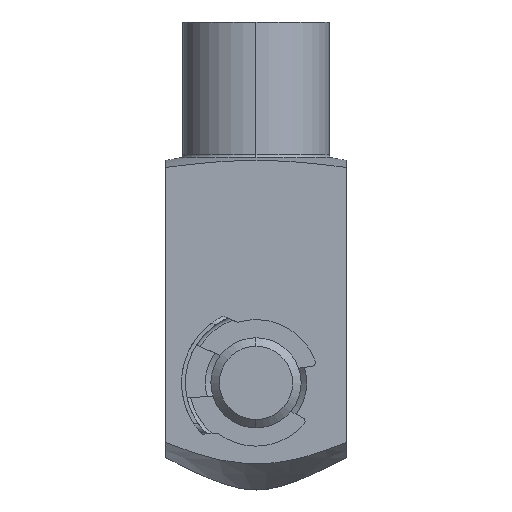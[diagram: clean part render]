
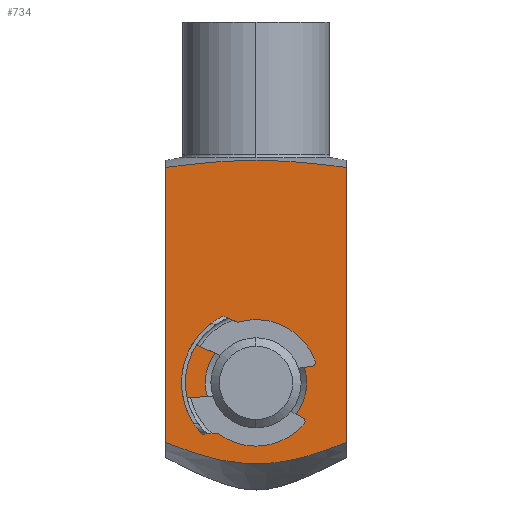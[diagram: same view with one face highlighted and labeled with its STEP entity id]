
A CAD part, left-side view. The second image highlights one B-rep face of the part: STEP entity #734.
In plain terms, the highlighted planar face has unit normal (-1, 0, 0).
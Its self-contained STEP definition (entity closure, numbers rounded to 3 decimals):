
#85 = AXIS2_PLACEMENT_3D ( 'NONE', #1980, #1982, #1983 ) ;
#90 = AXIS2_PLACEMENT_3D ( 'NONE', #1400, #1407, #1408 ) ;
#129 = AXIS2_PLACEMENT_3D ( 'NONE', #2078, #2086, #2087 ) ;
#220 = VERTEX_POINT ( 'NONE', #335 ) ;
#296 = VERTEX_POINT ( 'NONE', #2613 ) ;
#335 = CARTESIAN_POINT ( 'NONE',  ( -16., 0., 58.444 ) ) ;
#350 = VERTEX_POINT ( 'NONE', #2577 ) ;
#365 = VERTEX_POINT ( 'NONE', #2576 ) ;
#369 = VERTEX_POINT ( 'NONE', #2609 ) ;
#389 = VERTEX_POINT ( 'NONE', #2570 ) ;
#391 = VERTEX_POINT ( 'NONE', #2562 ) ;
#478 = EDGE_CURVE ( 'NONE', #389, #365, #1360, .T. ) ;
#534 = EDGE_CURVE ( 'NONE', #350, #369, #2937, .T. ) ;
#717 = B_SPLINE_CURVE_WITH_KNOTS ( 'NONE', 3,
 ( #2093, #2109, #2110, #2111, #2112, #2113 ),
 .UNSPECIFIED., .F., .F.,
 ( 4, 2, 4 ),
 ( 0.052, 0.06, 0.068 ),
 .UNSPECIFIED. ) ;
#719 = B_SPLINE_CURVE_WITH_KNOTS ( 'NONE', 3,
 ( #2114, #2121, #2122, #2123, #2124, #2125, #2126, #2127, #2128, #2129, #2130, #2131, #2132, #2133, #2134, #2135, #2136, #2137, #2138, #2139, #2140, #2141 ),
 .UNSPECIFIED., .F., .F.,
 ( 4, 2, 2, 2, 2, 2, 2, 2, 2, 2, 4 ),
 ( 0.042, 0.046, 0.048, 0.05, 0.054, 0.058, 0.06, 0.062, 0.066, 0.07, 0.075 ),
 .UNSPECIFIED. ) ;
#721 = B_SPLINE_CURVE_WITH_KNOTS ( 'NONE', 3,
 ( #2142, #2156, #2157, #2158, #2159, #2160 ),
 .UNSPECIFIED., .F., .F.,
 ( 4, 2, 4 ),
 ( 0.068, 0.076, 0.084 ),
 .UNSPECIFIED. ) ;
#734 = ADVANCED_FACE ( 'NONE', ( #2786, #2801 ), #1981, .T. ) ;
#749 = ORIENTED_EDGE ( 'NONE', *, *, #478, .T. ) ;
#752 = ORIENTED_EDGE ( 'NONE', *, *, #1085, .F. ) ;
#951 = ORIENTED_EDGE ( 'NONE', *, *, #1086, .F. ) ;
#1076 = EDGE_CURVE ( 'NONE', #369, #350, #2834, .T. ) ;
#1081 = EDGE_CURVE ( 'NONE', #296, #220, #717, .T. ) ;
#1083 = EDGE_CURVE ( 'NONE', #391, #389, #719, .T. ) ;
#1085 = EDGE_CURVE ( 'NONE', #220, #365, #721, .T. ) ;
#1086 = EDGE_CURVE ( 'NONE', #391, #296, #2825, .T. ) ;
#1176 = ORIENTED_EDGE ( 'NONE', *, *, #1083, .T. ) ;
#1192 = ORIENTED_EDGE ( 'NONE', *, *, #534, .T. ) ;
#1194 = ORIENTED_EDGE ( 'NONE', *, *, #1076, .T. ) ;
#1197 = ORIENTED_EDGE ( 'NONE', *, *, #1081, .F. ) ;
#1296 = VECTOR ( 'NONE', #2592, 1000. ) ;
#1304 = EDGE_LOOP ( 'NONE', ( #1176, #749, #752, #1197, #951 ) ) ;
#1318 = EDGE_LOOP ( 'NONE', ( #1194, #1192 ) ) ;
#1360 = LINE ( 'NONE', #2599, #1296 ) ;
#1400 = CARTESIAN_POINT ( 'NONE',  ( -16., 0., 19. ) ) ;
#1407 = DIRECTION ( 'NONE',  ( 1., 0., 0. ) ) ;
#1408 = DIRECTION ( 'NONE',  ( 0., 0., 1. ) ) ;
#1980 = CARTESIAN_POINT ( 'NONE',  ( -16., 16., -32. ) ) ;
#1981 = PLANE ( 'NONE',  #85 ) ;
#1982 = DIRECTION ( 'NONE',  ( -1., 0., 0. ) ) ;
#1983 = DIRECTION ( 'NONE',  ( 0., 0., 1. ) ) ;
#2078 = CARTESIAN_POINT ( 'NONE',  ( -16., 0., 19. ) ) ;
#2086 = DIRECTION ( 'NONE',  ( 1., 0., 0. ) ) ;
#2087 = DIRECTION ( 'NONE',  ( 0., 0., 1. ) ) ;
#2093 = CARTESIAN_POINT ( 'NONE',  ( -16., 16., 57.217 ) ) ;
#2109 = CARTESIAN_POINT ( 'NONE',  ( -16., 13.346, 57.565 ) ) ;
#2110 = CARTESIAN_POINT ( 'NONE',  ( -16., 10.686, 57.872 ) ) ;
#2111 = CARTESIAN_POINT ( 'NONE',  ( -16., 5.34, 58.315 ) ) ;
#2112 = CARTESIAN_POINT ( 'NONE',  ( -16., 2.669, 58.444 ) ) ;
#2113 = CARTESIAN_POINT ( 'NONE',  ( -16., 0., 58.444 ) ) ;
#2114 = CARTESIAN_POINT ( 'NONE',  ( -16., 16., 8.445 ) ) ;
#2121 = CARTESIAN_POINT ( 'NONE',  ( -16., 14.727, 7.925 ) ) ;
#2122 = CARTESIAN_POINT ( 'NONE',  ( -16., 13.441, 7.431 ) ) ;
#2123 = CARTESIAN_POINT ( 'NONE',  ( -16., 11.483, 6.748 ) ) ;
#2124 = CARTESIAN_POINT ( 'NONE',  ( -16., 10.825, 6.53 ) ) ;
#2125 = CARTESIAN_POINT ( 'NONE',  ( -16., 9.508, 6.122 ) ) ;
#2126 = CARTESIAN_POINT ( 'NONE',  ( -16., 8.847, 5.931 ) ) ;
#2127 = CARTESIAN_POINT ( 'NONE',  ( -16., 6.856, 5.408 ) ) ;
#2128 = CARTESIAN_POINT ( 'NONE',  ( -16., 5.518, 5.124 ) ) ;
#2129 = CARTESIAN_POINT ( 'NONE',  ( -16., 2.814, 4.73 ) ) ;
#2130 = CARTESIAN_POINT ( 'NONE',  ( -16., 1.448, 4.622 ) ) ;
#2131 = CARTESIAN_POINT ( 'NONE',  ( -16., -0.627, 4.617 ) ) ;
#2132 = CARTESIAN_POINT ( 'NONE',  ( -16., -1.325, 4.642 ) ) ;
#2133 = CARTESIAN_POINT ( 'NONE',  ( -16., -2.715, 4.742 ) ) ;
#2134 = CARTESIAN_POINT ( 'NONE',  ( -16., -3.404, 4.818 ) ) ;
#2135 = CARTESIAN_POINT ( 'NONE',  ( -16., -5.457, 5.111 ) ) ;
#2136 = CARTESIAN_POINT ( 'NONE',  ( -16., -6.807, 5.396 ) ) ;
#2137 = CARTESIAN_POINT ( 'NONE',  ( -16., -9.478, 6.096 ) ) ;
#2138 = CARTESIAN_POINT ( 'NONE',  ( -16., -10.8, 6.51 ) ) ;
#2139 = CARTESIAN_POINT ( 'NONE',  ( -16., -13.424, 7.424 ) ) ;
#2140 = CARTESIAN_POINT ( 'NONE',  ( -16., -14.718, 7.922 ) ) ;
#2141 = CARTESIAN_POINT ( 'NONE',  ( -16., -16., 8.445 ) ) ;
#2142 = CARTESIAN_POINT ( 'NONE',  ( -16., 0., 58.444 ) ) ;
#2156 = CARTESIAN_POINT ( 'NONE',  ( -16., -2.671, 58.444 ) ) ;
#2157 = CARTESIAN_POINT ( 'NONE',  ( -16., -5.34, 58.315 ) ) ;
#2158 = CARTESIAN_POINT ( 'NONE',  ( -16., -10.675, 57.873 ) ) ;
#2159 = CARTESIAN_POINT ( 'NONE',  ( -16., -13.342, 57.565 ) ) ;
#2160 = CARTESIAN_POINT ( 'NONE',  ( -16., -16., 57.217 ) ) ;
#2161 = CARTESIAN_POINT ( 'NONE',  ( -16., 16., -32. ) ) ;
#2162 = DIRECTION ( 'NONE',  ( 0., 0., 1. ) ) ;
#2562 = CARTESIAN_POINT ( 'NONE',  ( -16., 16., 8.445 ) ) ;
#2570 = CARTESIAN_POINT ( 'NONE',  ( -16., -16., 8.445 ) ) ;
#2576 = CARTESIAN_POINT ( 'NONE',  ( -16., -16., 57.217 ) ) ;
#2577 = CARTESIAN_POINT ( 'NONE',  ( -16., 0., 10. ) ) ;
#2592 = DIRECTION ( 'NONE',  ( 0., 0., 1. ) ) ;
#2599 = CARTESIAN_POINT ( 'NONE',  ( -16., -16., -32. ) ) ;
#2609 = CARTESIAN_POINT ( 'NONE',  ( -16., 0., 28. ) ) ;
#2613 = CARTESIAN_POINT ( 'NONE',  ( -16., 16., 57.217 ) ) ;
#2786 = FACE_BOUND ( 'NONE', #1318, .T. ) ;
#2801 = FACE_OUTER_BOUND ( 'NONE', #1304, .T. ) ;
#2825 = LINE ( 'NONE', #2161, #2833 ) ;
#2833 = VECTOR ( 'NONE', #2162, 1000. ) ;
#2834 = CIRCLE ( 'NONE', #129, 9. ) ;
#2937 = CIRCLE ( 'NONE', #90, 9. ) ;
